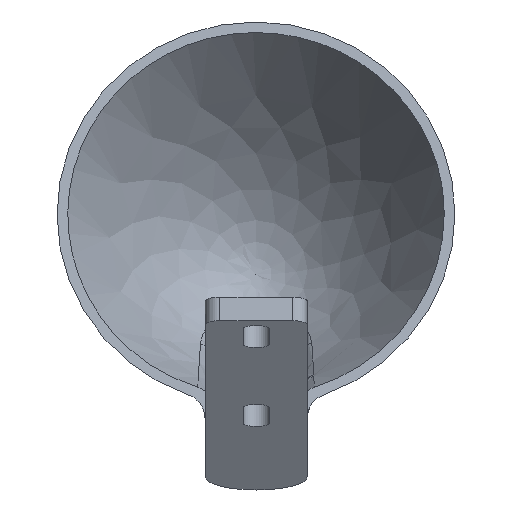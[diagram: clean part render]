
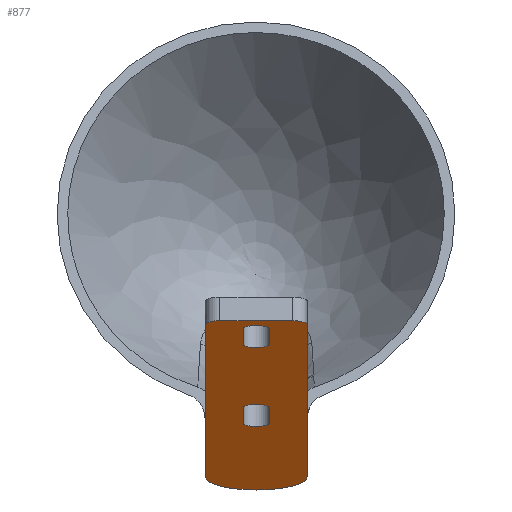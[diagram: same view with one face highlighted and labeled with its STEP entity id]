
A CAD part, left-side view. The second image highlights one B-rep face of the part: STEP entity #877.
In plain terms, the highlighted planar face has unit normal (-0.259, 0, -0.966).
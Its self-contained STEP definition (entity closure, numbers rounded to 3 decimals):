
#21=FACE_BOUND('',#284,.T.);
#22=FACE_BOUND('',#285,.T.);
#47=CIRCLE('',#914,10.496);
#49=CIRCLE('',#918,10.496);
#56=CIRCLE('',#930,2.75);
#57=CIRCLE('',#933,2.75);
#58=CIRCLE('',#937,2.75);
#59=CIRCLE('',#940,2.75);
#60=CIRCLE('',#944,3.);
#61=CIRCLE('',#947,3.);
#76=LINE('',#2369,#130);
#81=LINE('',#2380,#135);
#99=LINE('',#2441,#153);
#102=LINE('',#2448,#156);
#104=LINE('',#2453,#158);
#107=LINE('',#2461,#161);
#109=LINE('',#2466,#163);
#113=LINE('',#2476,#167);
#115=LINE('',#2482,#169);
#130=VECTOR('',#1008,10.);
#135=VECTOR('',#1019,10.);
#153=VECTOR('',#1069,10.);
#156=VECTOR('',#1078,10.);
#158=VECTOR('',#1082,10.);
#161=VECTOR('',#1091,10.);
#163=VECTOR('',#1099,10.);
#167=VECTOR('',#1111,10.);
#169=VECTOR('',#1119,10.);
#188=PLANE('',#950);
#234=FACE_OUTER_BOUND('',#283,.T.);
#283=EDGE_LOOP('',(#787,#788,#789,#790,#791,#792,#793,#794,#795));
#284=EDGE_LOOP('',(#796,#797,#798,#799));
#285=EDGE_LOOP('',(#800,#801,#802,#803));
#387=VERTEX_POINT('',#2366);
#388=VERTEX_POINT('',#2368);
#390=VERTEX_POINT('',#2374);
#391=VERTEX_POINT('',#2378);
#394=VERTEX_POINT('',#2386);
#398=VERTEX_POINT('',#2403);
#410=VERTEX_POINT('',#2434);
#411=VERTEX_POINT('',#2436);
#412=VERTEX_POINT('',#2440);
#413=VERTEX_POINT('',#2444);
#414=VERTEX_POINT('',#2450);
#415=VERTEX_POINT('',#2452);
#416=VERTEX_POINT('',#2456);
#417=VERTEX_POINT('',#2460);
#418=VERTEX_POINT('',#2470);
#419=VERTEX_POINT('',#2474);
#420=VERTEX_POINT('',#2478);
#496=EDGE_CURVE('',#387,#388,#76,.T.);
#500=EDGE_CURVE('',#390,#387,#47,.T.);
#502=EDGE_CURVE('',#391,#390,#81,.T.);
#506=EDGE_CURVE('',#394,#391,#49,.T.);
#528=EDGE_CURVE('',#411,#410,#56,.T.);
#530=EDGE_CURVE('',#412,#411,#99,.T.);
#532=EDGE_CURVE('',#413,#412,#57,.T.);
#534=EDGE_CURVE('',#410,#413,#102,.T.);
#536=EDGE_CURVE('',#415,#414,#104,.T.);
#538=EDGE_CURVE('',#416,#415,#58,.T.);
#540=EDGE_CURVE('',#417,#416,#107,.T.);
#542=EDGE_CURVE('',#414,#417,#59,.T.);
#543=EDGE_CURVE('',#398,#394,#109,.T.);
#545=EDGE_CURVE('',#388,#418,#60,.T.);
#548=EDGE_CURVE('',#419,#398,#113,.T.);
#549=EDGE_CURVE('',#420,#419,#61,.T.);
#551=EDGE_CURVE('',#418,#420,#115,.T.);
#787=ORIENTED_EDGE('',*,*,#548,.F.);
#788=ORIENTED_EDGE('',*,*,#549,.F.);
#789=ORIENTED_EDGE('',*,*,#551,.F.);
#790=ORIENTED_EDGE('',*,*,#545,.F.);
#791=ORIENTED_EDGE('',*,*,#496,.F.);
#792=ORIENTED_EDGE('',*,*,#500,.F.);
#793=ORIENTED_EDGE('',*,*,#502,.F.);
#794=ORIENTED_EDGE('',*,*,#506,.F.);
#795=ORIENTED_EDGE('',*,*,#543,.F.);
#796=ORIENTED_EDGE('',*,*,#532,.T.);
#797=ORIENTED_EDGE('',*,*,#530,.T.);
#798=ORIENTED_EDGE('',*,*,#528,.T.);
#799=ORIENTED_EDGE('',*,*,#534,.T.);
#800=ORIENTED_EDGE('',*,*,#540,.T.);
#801=ORIENTED_EDGE('',*,*,#538,.T.);
#802=ORIENTED_EDGE('',*,*,#536,.T.);
#803=ORIENTED_EDGE('',*,*,#542,.T.);
#877=ADVANCED_FACE('',(#234,#21,#22),#188,.F.);
#914=AXIS2_PLACEMENT_3D('',#2376,#1014,#1015);
#918=AXIS2_PLACEMENT_3D('',#2388,#1026,#1027);
#930=AXIS2_PLACEMENT_3D('',#2437,#1064,#1065);
#933=AXIS2_PLACEMENT_3D('',#2445,#1073,#1074);
#937=AXIS2_PLACEMENT_3D('',#2457,#1086,#1087);
#940=AXIS2_PLACEMENT_3D('',#2464,#1095,#1096);
#944=AXIS2_PLACEMENT_3D('',#2471,#1105,#1106);
#947=AXIS2_PLACEMENT_3D('',#2479,#1114,#1115);
#950=AXIS2_PLACEMENT_3D('',#2484,#1122,#1123);
#1008=DIRECTION('',(-0.966,0.,0.259));
#1014=DIRECTION('center_axis',(0.259,0.,0.966));
#1015=DIRECTION('ref_axis',(0.966,0.,-0.259));
#1019=DIRECTION('',(0.,1.,0.));
#1026=DIRECTION('center_axis',(0.259,0.,0.966));
#1027=DIRECTION('ref_axis',(0.,-1.,0.));
#1064=DIRECTION('center_axis',(0.259,0.,0.966));
#1065=DIRECTION('ref_axis',(0.,-1.,0.));
#1069=DIRECTION('',(0.966,0.,-0.259));
#1073=DIRECTION('center_axis',(0.259,0.,0.966));
#1074=DIRECTION('ref_axis',(0.,1.,0.));
#1078=DIRECTION('',(-0.966,0.,0.259));
#1082=DIRECTION('',(-0.966,0.,0.259));
#1086=DIRECTION('center_axis',(0.259,0.,0.966));
#1087=DIRECTION('ref_axis',(0.,-1.,0.));
#1091=DIRECTION('',(0.966,0.,-0.259));
#1095=DIRECTION('center_axis',(0.259,0.,0.966));
#1096=DIRECTION('ref_axis',(0.,1.,0.));
#1099=DIRECTION('',(0.966,0.,-0.259));
#1105=DIRECTION('center_axis',(0.259,0.,
0.966));
#1106=DIRECTION('ref_axis',(0.,1.,0.));
#1111=DIRECTION('',(0.966,0.,-0.259));
#1114=DIRECTION('center_axis',(0.259,0.,
0.966));
#1115=DIRECTION('ref_axis',(-0.966,0.,0.259));
#1119=DIRECTION('',(0.,-1.,0.));
#1122=DIRECTION('center_axis',(0.259,0.,0.966));
#1123=DIRECTION('ref_axis',(0.,1.,0.));
#2366=CARTESIAN_POINT('',(28.278,10.458,99.841));
#2368=CARTESIAN_POINT('',(-88.902,10.458,131.239));
#2369=CARTESIAN_POINT('',(28.278,10.458,99.841));
#2374=CARTESIAN_POINT('',(38.417,-0.039,97.124));
#2376=CARTESIAN_POINT('Origin',(28.278,-0.039,99.841));
#2378=CARTESIAN_POINT('',(38.417,-0.046,97.124));
#2380=CARTESIAN_POINT('',(38.417,-0.046,97.124));
#2386=CARTESIAN_POINT('',(28.278,-10.542,99.841));
#2388=CARTESIAN_POINT('Origin',(28.278,-0.046,99.841));
#2403=CARTESIAN_POINT('',(12.,-10.542,104.203));
#2434=CARTESIAN_POINT('',(-73.786,2.675,127.189));
#2436=CARTESIAN_POINT('',(-73.786,-2.825,127.189));
#2437=CARTESIAN_POINT('Origin',(-73.786,-0.075,127.189));
#2440=CARTESIAN_POINT('',(-85.322,-2.825,130.28));
#2441=CARTESIAN_POINT('',(-33.331,-2.825,116.349));
#2444=CARTESIAN_POINT('',(-85.322,2.675,130.28));
#2445=CARTESIAN_POINT('Origin',(-85.322,-0.075,130.28));
#2448=CARTESIAN_POINT('',(-27.563,2.675,114.804));
#2450=CARTESIAN_POINT('',(-24.694,2.675,114.035));
#2452=CARTESIAN_POINT('',(-13.158,2.675,110.944));
#2453=CARTESIAN_POINT('',(2.751,2.675,106.681));
#2456=CARTESIAN_POINT('',(-13.158,-2.825,110.944));
#2457=CARTESIAN_POINT('Origin',(-13.158,-0.075,110.944));
#2460=CARTESIAN_POINT('',(-24.694,-2.825,114.035));
#2461=CARTESIAN_POINT('',(-3.017,-2.825,108.227));
#2464=CARTESIAN_POINT('Origin',(-24.694,-0.075,114.035));
#2466=CARTESIAN_POINT('',(-88.902,-10.542,131.239));
#2470=CARTESIAN_POINT('',(-91.8,7.458,132.016));
#2471=CARTESIAN_POINT('Origin',(-88.902,7.458,131.239));
#2474=CARTESIAN_POINT('',(-88.902,-10.542,131.239));
#2476=CARTESIAN_POINT('',(-88.902,-10.542,131.239));
#2478=CARTESIAN_POINT('',(-91.8,-7.542,132.016));
#2479=CARTESIAN_POINT('Origin',(-88.902,-7.542,131.239));
#2482=CARTESIAN_POINT('',(-91.8,7.458,132.016));
#2484=CARTESIAN_POINT('Origin',(18.659,-0.042,102.418));
